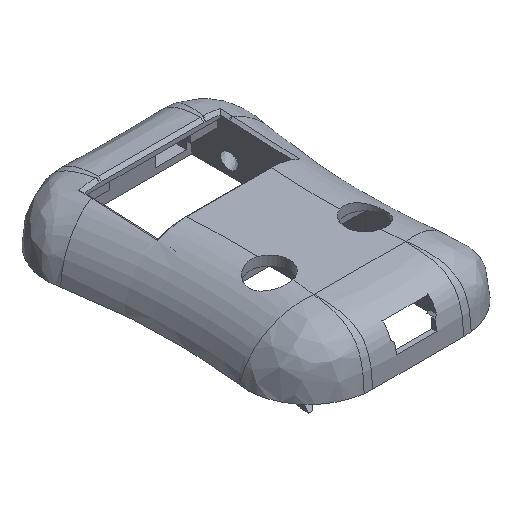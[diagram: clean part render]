
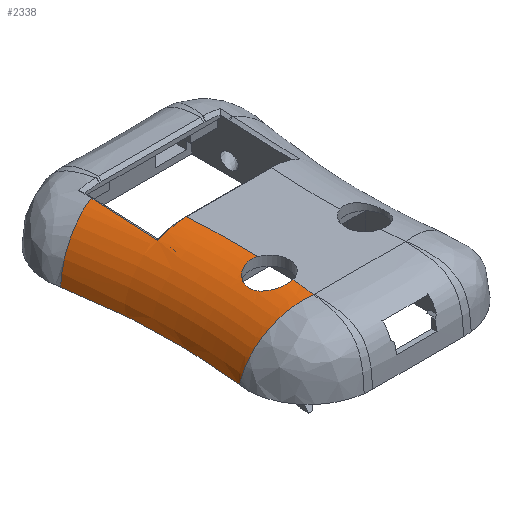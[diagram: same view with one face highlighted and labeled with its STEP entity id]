
A CAD part, isometric view. The second image highlights one B-rep face of the part: STEP entity #2338.
In plain terms, the highlighted toroidal (fillet/blend) face has major radius 119.532 mm and minor radius 12 mm.
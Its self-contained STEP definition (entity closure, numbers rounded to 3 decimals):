
#54=CIRCLE('',#2469,119.532);
#57=CIRCLE('',#2472,119.532);
#59=CIRCLE('',#2475,107.7);
#85=TOROIDAL_SURFACE('',#2474,119.532,12.);
#151=FACE_OUTER_BOUND('',#284,.T.);
#284=EDGE_LOOP('',(#1630,#1631,#1632,#1633,#1634,#1635,#1636,#1637,#1638,
#1639));
#863=B_SPLINE_CURVE_WITH_KNOTS('',3,(#3569,#3570,#3571,#3572,#3573,#3574),
 .UNSPECIFIED.,.F.,.F.,(4,1,1,4),(-2.293,-2.147,-2.,
-1.78),.UNSPECIFIED.);
#865=B_SPLINE_CURVE_WITH_KNOTS('',3,(#3599,#3600,#3601,#3602),
 .UNSPECIFIED.,.F.,.F.,(4,4),(-1.444,-1.439),
 .UNSPECIFIED.);
#875=B_SPLINE_CURVE_WITH_KNOTS('',3,(#3691,#3692,#3693,#3694),
 .UNSPECIFIED.,.F.,.F.,(4,4),(0.15,0.21),
 .UNSPECIFIED.);
#876=B_SPLINE_CURVE_WITH_KNOTS('',3,(#3696,#3697,#3698,#3699,#3700),
 .UNSPECIFIED.,.F.,.F.,(4,1,4),(-2.026,-1.194,-0.918),
 .UNSPECIFIED.);
#877=B_SPLINE_CURVE_WITH_KNOTS('',3,(#3702,#3703,#3704,#3705,#3706,#3707,
#3708,#3709),.UNSPECIFIED.,.F.,.F.,(4,1,1,1,1,4),(0.023,0.071,
0.094,0.118,0.142,0.158),
 .UNSPECIFIED.);
#878=B_SPLINE_CURVE_WITH_KNOTS('',3,(#3712,#3713,#3714,#3715,#3716,#3717,
#3718,#3719,#3720),.UNSPECIFIED.,.F.,.F.,(4,1,1,1,1,1,4),(1.926,
1.938,1.95,1.974,1.997,2.045,
2.092),.UNSPECIFIED.);
#879=B_SPLINE_CURVE_WITH_KNOTS('',3,(#3721,#3722,#3723,#3724,#3725,#3726,
#3727,#3728,#3729,#3730,#3731,#3732,#3733,#3734,#3735,#3736,#3737,#3738,
#3739,#3740,#3741,#3742,#3743,#3744,#3745,#3746),.UNSPECIFIED.,.F.,.F.,
(4,2,2,2,2,2,2,2,2,2,2,2,4),(-1.394,-1.322,-1.233,
-1.134,-1.002,-0.851,-0.715,
-0.58,-0.44,-0.289,-0.183,
-0.095,0.),.UNSPECIFIED.);
#975=VERTEX_POINT('',#3506);
#978=VERTEX_POINT('',#3563);
#979=VERTEX_POINT('',#3568);
#987=VERTEX_POINT('',#3666);
#989=VERTEX_POINT('',#3670);
#990=VERTEX_POINT('',#3672);
#993=VERTEX_POINT('',#3690);
#994=VERTEX_POINT('',#3695);
#995=VERTEX_POINT('',#3701);
#996=VERTEX_POINT('',#3710);
#1223=EDGE_CURVE('',#978,#979,#863,.T.);
#1226=EDGE_CURVE('',#979,#975,#865,.T.);
#1236=EDGE_CURVE('',#987,#975,#54,.T.);
#1239=EDGE_CURVE('',#990,#989,#57,.T.);
#1244=EDGE_CURVE('',#993,#978,#875,.T.);
#1245=EDGE_CURVE('',#994,#993,#876,.T.);
#1246=EDGE_CURVE('',#995,#994,#877,.T.);
#1247=EDGE_CURVE('',#995,#996,#59,.T.);
#1248=EDGE_CURVE('',#990,#996,#878,.T.);
#1249=EDGE_CURVE('',#989,#987,#879,.T.);
#1630=ORIENTED_EDGE('',*,*,#1226,.F.);
#1631=ORIENTED_EDGE('',*,*,#1223,.F.);
#1632=ORIENTED_EDGE('',*,*,#1244,.F.);
#1633=ORIENTED_EDGE('',*,*,#1245,.F.);
#1634=ORIENTED_EDGE('',*,*,#1246,.F.);
#1635=ORIENTED_EDGE('',*,*,#1247,.T.);
#1636=ORIENTED_EDGE('',*,*,#1248,.F.);
#1637=ORIENTED_EDGE('',*,*,#1239,.T.);
#1638=ORIENTED_EDGE('',*,*,#1249,.T.);
#1639=ORIENTED_EDGE('',*,*,#1236,.T.);
#2338=ADVANCED_FACE('',(#151),#85,.T.);
#2469=AXIS2_PLACEMENT_3D('',#3667,#2660,#2661);
#2472=AXIS2_PLACEMENT_3D('',#3673,#2666,#2667);
#2474=AXIS2_PLACEMENT_3D('',#3689,#2670,#2671);
#2475=AXIS2_PLACEMENT_3D('',#3711,#2672,#2673);
#2660=DIRECTION('center_axis',(0.,0.,1.));
#2661=DIRECTION('ref_axis',(0.999,0.033,0.));
#2666=DIRECTION('center_axis',(0.,0.,1.));
#2667=DIRECTION('ref_axis',(0.999,0.033,0.));
#2670=DIRECTION('center_axis',(0.,0.,-1.));
#2671=DIRECTION('ref_axis',(1.,0.029,0.));
#2672=DIRECTION('center_axis',(0.,0.,-1.));
#2673=DIRECTION('ref_axis',(-1.,0.,0.));
#3506=CARTESIAN_POINT('',(14.983,35.688,24.));
#3563=CARTESIAN_POINT('',(9.704,35.688,22.785));
#3568=CARTESIAN_POINT('',(14.935,35.688,24.));
#3569=CARTESIAN_POINT('Ctrl Pts',(9.704,35.688,22.785));
#3570=CARTESIAN_POINT('Ctrl Pts',(10.163,35.688,23.008));
#3571=CARTESIAN_POINT('Ctrl Pts',(11.06,35.688,23.379));
#3572=CARTESIAN_POINT('Ctrl Pts',(12.875,35.688,23.876));
#3573=CARTESIAN_POINT('Ctrl Pts',(14.202,35.688,23.997));
#3574=CARTESIAN_POINT('Ctrl Pts',(14.935,35.688,24.));
#3599=CARTESIAN_POINT('Ctrl Pts',(14.935,35.688,24.));
#3600=CARTESIAN_POINT('Ctrl Pts',(14.951,35.688,24.));
#3601=CARTESIAN_POINT('Ctrl Pts',(14.967,35.688,24.));
#3602=CARTESIAN_POINT('Ctrl Pts',(14.983,35.688,24.));
#3666=CARTESIAN_POINT('',(15.262,22.478,24.));
#3667=CARTESIAN_POINT('Origin',(-104.2,26.56,24.));
#3670=CARTESIAN_POINT('',(14.809,15.389,24.));
#3672=CARTESIAN_POINT('',(14.316,11.008,24.));
#3673=CARTESIAN_POINT('Origin',(-104.2,26.56,24.));
#3689=CARTESIAN_POINT('Origin',(-104.2,26.56,12.));
#3690=CARTESIAN_POINT('',(9.703,36.288,22.808));
#3691=CARTESIAN_POINT('Ctrl Pts',(9.703,36.289,22.808));
#3692=CARTESIAN_POINT('Ctrl Pts',(9.703,36.089,22.8));
#3693=CARTESIAN_POINT('Ctrl Pts',(9.704,35.889,22.792));
#3694=CARTESIAN_POINT('Ctrl Pts',(9.704,35.689,22.785));
#3695=CARTESIAN_POINT('',(9.673,48.263,23.444));
#3696=CARTESIAN_POINT('Ctrl Pts',(9.673,48.263,23.444));
#3697=CARTESIAN_POINT('Ctrl Pts',(9.68,45.397,23.277));
#3698=CARTESIAN_POINT('Ctrl Pts',(9.692,41.357,23.032));
#3699=CARTESIAN_POINT('Ctrl Pts',(9.701,37.3,22.849));
#3700=CARTESIAN_POINT('Ctrl Pts',(9.703,36.289,22.808));
#3701=CARTESIAN_POINT('',(1.726,46.026,14.));
#3702=CARTESIAN_POINT('Ctrl Pts',(1.726,46.026,14.));
#3703=CARTESIAN_POINT('Ctrl Pts',(1.931,46.167,15.347));
#3704=CARTESIAN_POINT('Ctrl Pts',(2.578,46.439,17.326));
#3705=CARTESIAN_POINT('Ctrl Pts',(4.174,46.925,19.742));
#3706=CARTESIAN_POINT('Ctrl Pts',(5.809,47.366,21.417));
#3707=CARTESIAN_POINT('Ctrl Pts',(7.699,47.825,22.677));
#3708=CARTESIAN_POINT('Ctrl Pts',(9.079,48.134,23.252));
#3709=CARTESIAN_POINT('Ctrl Pts',(9.673,48.263,23.444));
#3710=CARTESIAN_POINT('',(2.679,13.292,14.));
#3711=CARTESIAN_POINT('Origin',(-104.2,26.56,14.));
#3712=CARTESIAN_POINT('Ctrl Pts',(14.316,11.008,24.));
#3713=CARTESIAN_POINT('Ctrl Pts',(13.844,11.07,24.));
#3714=CARTESIAN_POINT('Ctrl Pts',(12.898,11.198,23.943));
#3715=CARTESIAN_POINT('Ctrl Pts',(11.066,11.466,23.607));
#3716=CARTESIAN_POINT('Ctrl Pts',(8.962,11.804,22.822));
#3717=CARTESIAN_POINT('Ctrl Pts',(6.116,12.323,20.938));
#3718=CARTESIAN_POINT('Ctrl Pts',(3.768,12.854,17.969));
#3719=CARTESIAN_POINT('Ctrl Pts',(2.893,13.163,15.347));
#3720=CARTESIAN_POINT('Ctrl Pts',(2.679,13.292,14.));
#3721=CARTESIAN_POINT('Ctrl Pts',(14.809,15.389,24.));
#3722=CARTESIAN_POINT('Ctrl Pts',(14.572,15.337,24.));
#3723=CARTESIAN_POINT('Ctrl Pts',(14.331,15.307,23.993));
#3724=CARTESIAN_POINT('Ctrl Pts',(13.795,15.294,23.962));
#3725=CARTESIAN_POINT('Ctrl Pts',(13.503,15.322,23.934));
#3726=CARTESIAN_POINT('Ctrl Pts',(12.898,15.453,23.852));
#3727=CARTESIAN_POINT('Ctrl Pts',(12.59,15.564,23.796));
#3728=CARTESIAN_POINT('Ctrl Pts',(11.919,15.91,23.645));
#3729=CARTESIAN_POINT('Ctrl Pts',(11.575,16.173,23.544));
#3730=CARTESIAN_POINT('Ctrl Pts',(10.952,16.846,23.33));
#3731=CARTESIAN_POINT('Ctrl Pts',(10.692,17.27,23.218));
#3732=CARTESIAN_POINT('Ctrl Pts',(10.37,18.156,23.062));
#3733=CARTESIAN_POINT('Ctrl Pts',(10.294,18.603,23.014));
#3734=CARTESIAN_POINT('Ctrl Pts',(10.307,19.506,22.995));
#3735=CARTESIAN_POINT('Ctrl Pts',(10.396,19.947,23.023));
#3736=CARTESIAN_POINT('Ctrl Pts',(10.729,20.791,23.142));
#3737=CARTESIAN_POINT('Ctrl Pts',(10.977,21.181,23.234));
#3738=CARTESIAN_POINT('Ctrl Pts',(11.621,21.876,23.447));
#3739=CARTESIAN_POINT('Ctrl Pts',(12.025,22.168,23.568));
#3740=CARTESIAN_POINT('Ctrl Pts',(12.789,22.513,23.747));
#3741=CARTESIAN_POINT('Ctrl Pts',(13.122,22.611,23.812));
#3742=CARTESIAN_POINT('Ctrl Pts',(13.755,22.704,23.908));
#3743=CARTESIAN_POINT('Ctrl Pts',(14.05,22.711,23.942));
#3744=CARTESIAN_POINT('Ctrl Pts',(14.658,22.655,23.989));
#3745=CARTESIAN_POINT('Ctrl Pts',(14.966,22.586,24.));
#3746=CARTESIAN_POINT('Ctrl Pts',(15.262,22.478,24.));
